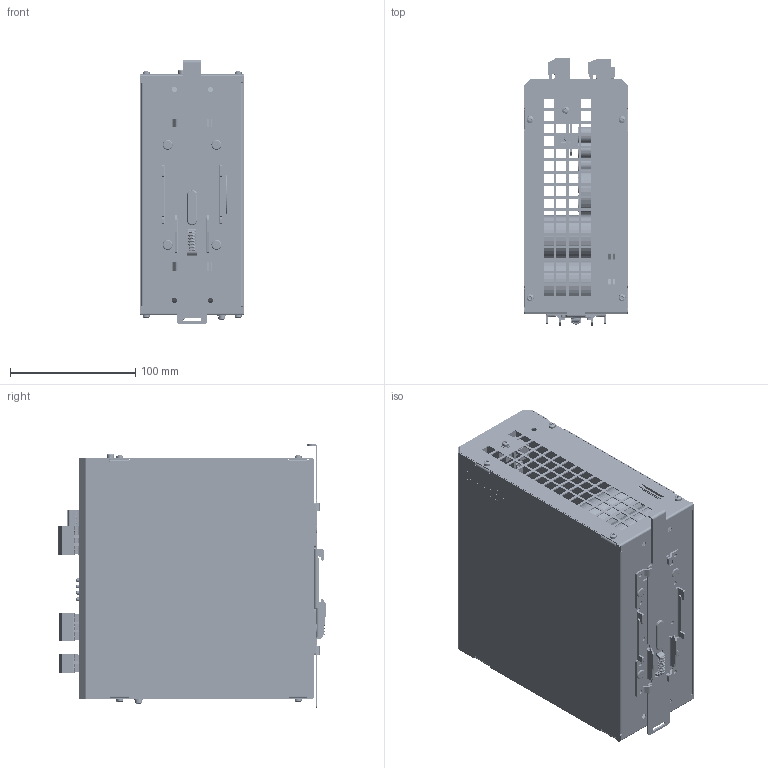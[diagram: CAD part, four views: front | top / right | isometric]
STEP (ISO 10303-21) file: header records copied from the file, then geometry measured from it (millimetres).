
FILE_DESCRIPTION(/* description */ (''),/* implementation_level */ '2;1');
FILE_NAME(/* name */ 'C-TEC2420-8.stp',/* time_stamp */ '2023-06-13T11:50:03-04:00',/* author */ ('altec'),/* organization */ (''),/* preprocessor_version */ 'ST-DEVELOPER v19.2',/* originating_system */ 'Autodesk Inventor 2024',/* authorisation */ '');
FILE_SCHEMA (('AUTOMOTIVE_DESIGN { 1 0 10303 214 3 1 1 }'));
Length unit declared in the file: millimetre
Products named in the file (25): C-TEC2420-8; 0746G03 ; 0746G10 MODELL BAUGRUPPE; MC 1,5/ 9-G-3,81; PC 4/ 2-G-7,62 ; SCHNEIDER-LUMBERG USB-2.0-Steckverbinder; SCHNEIDER-MENTOR Leuchtdoide 3xgrün-1xrot; 0746G04; 0746G04_1; SCHNEIDER Keystone 7690; PC 4/ 3-G-7,62 ; DIN 7337 - A4 x 8; 0746G10Z10; 0746G10Z11-100729; 0746G10Z16-100729; 1970G01001-7000; 1970G01001-5001; VD176; 1970G01001-7002; DIN6900 M3x6-gvz; DIN7981 2,9x6,5 ; mc_1.5-9-st-3.81; pc_4-2-st-7.62; pc_4-3-st-7.62; C-TEC Altech Logo
Assembly tree (44 placements, depth 3):
  C-TEC2420-8
    0746G03 
      0746G10 MODELL BAUGRUPPE
      SCHNEIDER Keystone 7690
      MC 1,5/ 9-G-3,81
      PC 4/ 2-G-7,62 
      PC 4/ 3-G-7,62 
      SCHNEIDER-LUMBERG USB-2.0-Steckverbinder
      SCHNEIDER-MENTOR Leuchtdoide 3xgrün-1xrot
    0746G04
      0746G04_1
      SCHNEIDER Keystone 7690  x2
      PC 4/ 3-G-7,62 
    DIN 7337 - A4 x 8  x4
    0746G10Z10
    0746G10Z11-100729
    0746G10Z16-100729
    1970G01001-7000
      1970G01001-5001
      VD176
      1970G01001-7002
    DIN6900 M3x6-gvz  x7
    DIN7981 2,9x6,5   x8
    mc_1.5-9-st-3.81
    pc_4-2-st-7.62
    pc_4-3-st-7.62  x2
    C-TEC Altech Logo
Bounding box: 83.8 x 213.57 x 211 mm (x, y, z)
Volume: 894820.4 mm3; surface area: 494527.8 mm2
Topology: 296 solids, 296 shells, 8496 faces, 22044 edges, 14435 vertices
Faces by surface type: plane 5622, bspline 1332, cylinder 1223, cone 162, torus 100, sphere 57
Full cylindrical faces by diameter (mm): 0.457 x8, 1.2 x9, 1.25 x9, 1.3 x16, 1.4 x4, 1.6 x16, 2 x1, 2.5 x8, 2.693 x15, 2.75 x7, 2.8 x12, 2.9 x9, 3 x20, 3.2 x28, 3.5 x4, 3.8 x8, 4 x12, 4.2 x22, 4.5 x1, 5.6 x15, 7 x7, 8 x4, 13 x6, 35 x10, 37 x1
Entity records: 243122 total; most frequent: CARTESIAN_POINT 63296, ORIENTED_EDGE 38698, DIRECTION 30943, EDGE_CURVE 19349, LINE 14413, VECTOR 14413, VERTEX_POINT 12701, AXIS2_PLACEMENT_3D 8265
